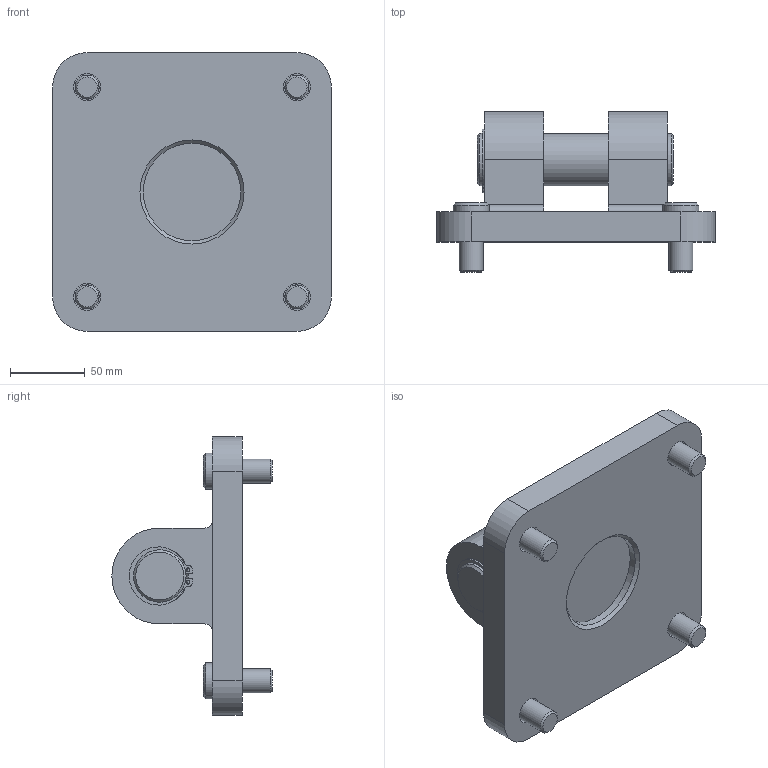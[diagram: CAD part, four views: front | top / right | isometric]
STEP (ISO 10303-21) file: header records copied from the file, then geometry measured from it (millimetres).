
FILE_DESCRIPTION(/* description */ ('STEP AP214'),/* implementation_level */ '2;1');
FILE_NAME(/* name */ '152597_SNG-160',/* time_stamp */ '2024-09-15T09:27:15+02:00',/* author */ ('License CC BY-ND 4.0'),/* organization */ ('CADENAS'),/* preprocessor_version */ 'ST-DEVELOPER v19.3',/* originating_system */ 'PARTsolutions',/* authorisation */ ' ');
FILE_SCHEMA (('AUTOMOTIVE_DESIGN {1 0 10303 214 3 1 1}'));
Length unit declared in the file: millimetre
Products named in the file (5): 152597 SNG-160; 152597 SNG-160---(FL); 373507 BO- 35-119,0-DA; DIN471 - 35x1.5; DIN-912 - M16x30(F)
Assembly tree (7 placements, depth 2):
  152597 SNG-160
    152597 SNG-160---(FL)
    373507 BO- 35-119,0-DA
    DIN471 - 35x1.5
    DIN-912 - M16x30(F)  x4
Bounding box: 186 x 107 x 186 mm (x, y, z)
Volume: 1010103 mm3; surface area: 149431.2 mm2
Topology: 7 solids, 7 shells, 189 faces, 389 edges, 229 vertices
Faces by surface type: plane 95, cone 49, cylinder 45
Full cylindrical faces by diameter (mm): 2.5 x2, 6 x1, 16 x4, 18 x4, 24 x4, 26 x4, 33 x1, 35 x4, 65 x1
Entity records: 2928 total; most frequent: DIRECTION 514, CARTESIAN_POINT 503, ORIENTED_EDGE 396, AXIS2_PLACEMENT_3D 212, EDGE_CURVE 198, FACE_BOUND 162, EDGE_LOOP 161, VERTEX_POINT 142
